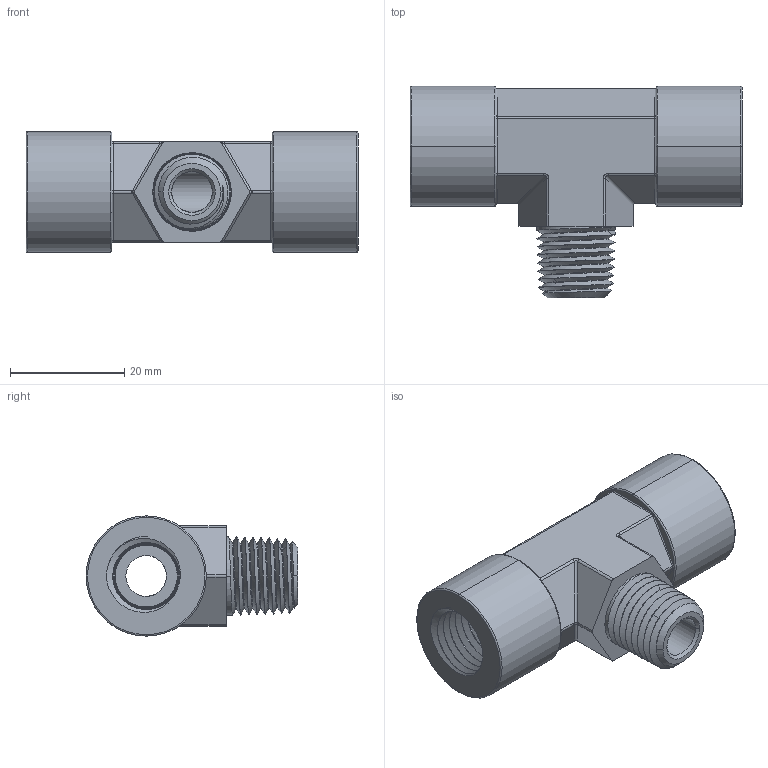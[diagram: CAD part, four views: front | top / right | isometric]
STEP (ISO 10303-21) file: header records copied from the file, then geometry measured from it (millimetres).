
FILE_DESCRIPTION((''),'2;1');
FILE_NAME('001_H-SBT_MASTER','2025-07-07T15:59:25',('Administrator'),(''),'CREO PARAMETRIC BY PTC INC, 2020184','CREO PARAMETRIC BY PTC INC, 2020184','');
FILE_SCHEMA(('AUTOMOTIVE_DESIGN { 1 0 10303 214 1 1 1 1 }'));
Length unit declared in the file: millimetre
Products named in the file (1): 001_H-SBT_MASTER
Bounding box: 58 x 37 x 21 mm (x, y, z)
Volume: 15231.7 mm3; surface area: 8742.4 mm2
Topology: 1 solids, 1 shells, 176 faces, 455 edges, 295 vertices
Faces by surface type: cone 52, cylinder 44, bspline 35, plane 24, torus 20, extrusion 1
Entity records: 28457 total; most frequent: CARTESIAN_POINT 22999, ORIENTED_EDGE 892, DIRECTION 681, PRESENTATION_STYLE_ASSIGNMENT 457, STYLED_ITEM 457, CURVE_STYLE 456, EDGE_CURVE 446, VERTEX_POINT 276
